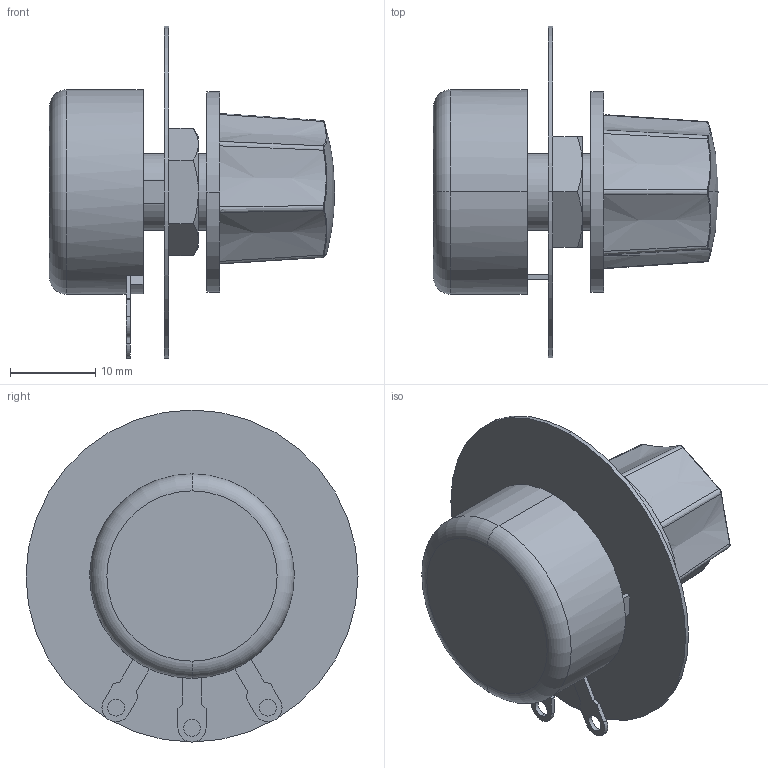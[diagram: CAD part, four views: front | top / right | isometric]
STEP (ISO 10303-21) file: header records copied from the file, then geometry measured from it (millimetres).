
FILE_DESCRIPTION(('Creo Elements/Direct Modeling STEP Export'),'2;1');
FILE_NAME('01.stp','2020-04-10T17:07:37',(''),(''),'PTC Creo Elements/Direct Modeling STEP processor for AP214 (Solid Model)','PTC Creo Elements/Direct Modeling 19.0B 21-Mar-2015 (C) Parametric Technology GmbH','');
FILE_SCHEMA(('AUTOMOTIVE_DESIGN { 1 0 10303 214 1 1 1 1 }'));
Length unit declared in the file: millimetre
Products named in the file (1): Q-R10KB.prt
Bounding box: 33.5 x 39 x 39 mm (x, y, z)
Volume: 9474.4 mm3; surface area: 5948.5 mm2
Topology: 1 solids, 1 shells, 109 faces, 283 edges, 180 vertices
Faces by surface type: plane 47, cylinder 22, bspline 21, cone 15, sphere 2, torus 2
Entity records: 4357 total; most frequent: CARTESIAN_POINT 1908, ORIENTED_EDGE 562, DIRECTION 420, EDGE_CURVE 281, VERTEX_POINT 180, AXIS2_PLACEMENT_3D 147, VECTOR 126, LINE 126
